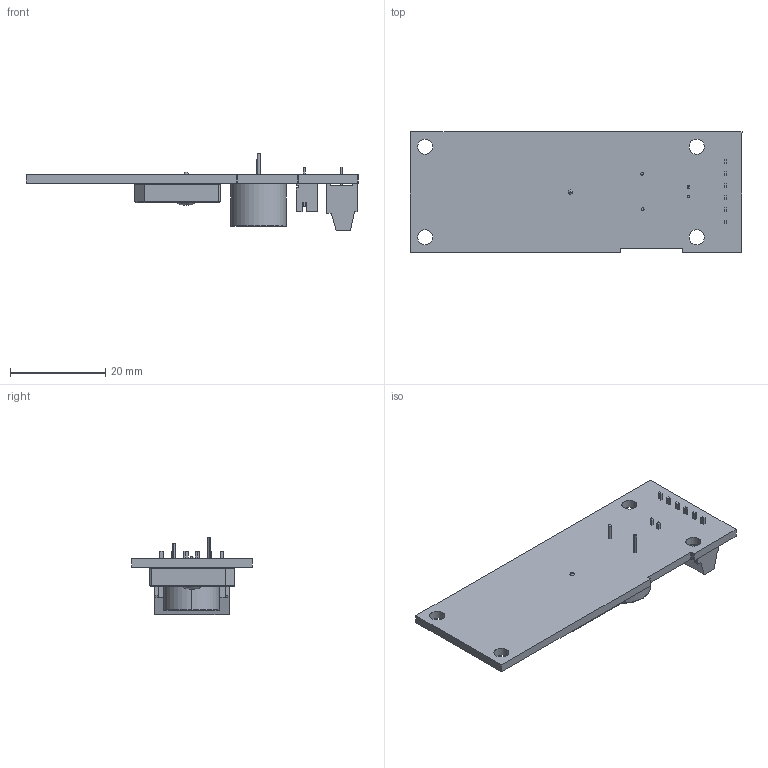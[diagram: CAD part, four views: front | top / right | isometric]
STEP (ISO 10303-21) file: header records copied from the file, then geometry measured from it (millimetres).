
FILE_DESCRIPTION (( 'STEP AP203' ), '1' );
FILE_NAME ('Altus Telemetrum STEP.STEP', '2023-12-14T15:32:26', ( '' ), ( '' ), 'SwSTEP 2.0', 'SolidWorks 2020', '' );
FILE_SCHEMA (( 'CONFIG_CONTROL_DESIGN' ));
Length unit declared in the file: millimetre
Products named in the file (6): Altus Telemetrum STEP; Buzzer_Varsay考an; Anten 輅p_Varsay考an; Altus Telemetrum_Varsay考an; B2B-PH-K-S_Varsay考an; Klemens 6l齙Varsay峫an
Assembly tree (5 placements, depth 2):
  Altus Telemetrum STEP
    Altus Telemetrum_Varsay考an
    Klemens 6l齙Varsay峫an
    Anten 輅p_Varsay考an
    Buzzer_Varsay考an
    B2B-PH-K-S_Varsay考an
Bounding box: 69.85 x 25.4 x 16.3 mm (x, y, z)
Volume: 6197.9 mm3; surface area: 6808.8 mm2
Topology: 10 solids, 10 shells, 477 faces, 1775 edges, 1436 vertices
Faces by surface type: plane 402, cylinder 57, bspline 12, torus 6
Entity records: 25091 total; most frequent: CARTESIAN_POINT 9438, ORIENTED_EDGE 3546, DIRECTION 2479, EDGE_CURVE 1773, VERTEX_POINT 1436, LINE 1201, VECTOR 1201, AXIS2_PLACEMENT_3D 639
